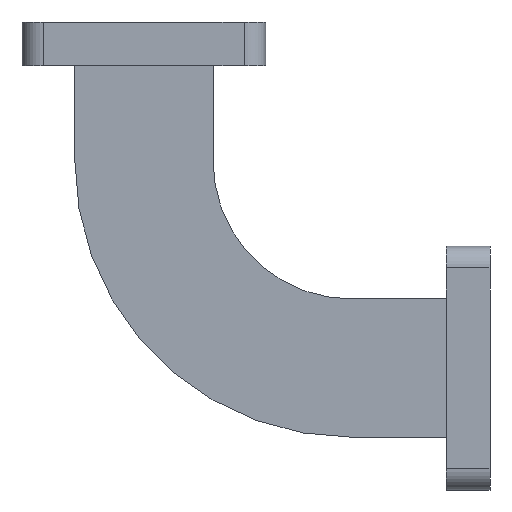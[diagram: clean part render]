
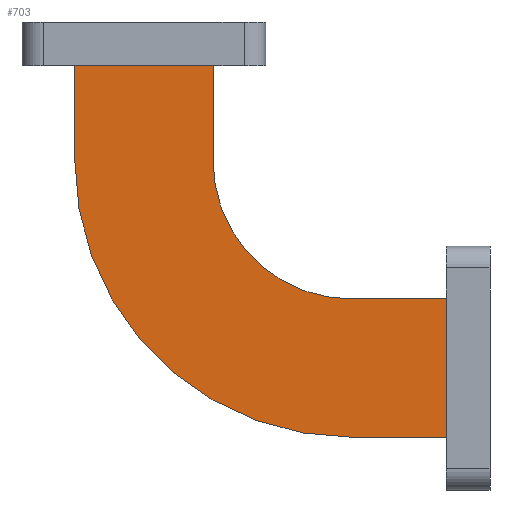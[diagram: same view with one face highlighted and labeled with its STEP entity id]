
A CAD part, left-side view. The second image highlights one B-rep face of the part: STEP entity #703.
In plain terms, the highlighted planar face has unit normal (-1, 0, 0).
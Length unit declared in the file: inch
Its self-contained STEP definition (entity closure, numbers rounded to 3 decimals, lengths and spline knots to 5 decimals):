
#18 = CARTESIAN_POINT ( 'NONE',  ( -0.125, -0.75, -0.50197 ) ) ;
#26 = LINE ( 'NONE', #29, #521 ) ;
#29 = CARTESIAN_POINT ( 'NONE',  ( -0.125, -0.75, -1.50197 ) ) ;
#35 = DIRECTION ( 'NONE',  ( 0., -1., 0. ) ) ;
#45 = EDGE_CURVE ( 'NONE', #117, #220, #976, .T. ) ;
#117 = VERTEX_POINT ( 'NONE', #332 ) ;
#134 = CARTESIAN_POINT ( 'NONE',  ( -0.125, -0.21, 0. ) ) ;
#192 = ORIENTED_EDGE ( 'NONE', *, *, #45, .T. ) ;
#204 = CIRCLE ( 'NONE', #1160, 0.5 ) ;
#220 = VERTEX_POINT ( 'NONE', #300 ) ;
#267 = CARTESIAN_POINT ( 'NONE',  ( -0.125, 0.25, -0.15748 ) ) ;
#300 = CARTESIAN_POINT ( 'NONE',  ( -0.125, -0.75, -1.50197 ) ) ;
#302 = EDGE_CURVE ( 'NONE', #220, #1026, #26, .T. ) ;
#329 = CARTESIAN_POINT ( 'NONE',  ( -0.125, -0.25, 0. ) ) ;
#332 = CARTESIAN_POINT ( 'NONE',  ( -0.125, 0.25, -0.50197 ) ) ;
#351 = DIRECTION ( 'NONE',  ( 0., 0., -1. ) ) ;
#358 = ORIENTED_EDGE ( 'NONE', *, *, #1166, .F. ) ;
#360 = CARTESIAN_POINT ( 'NONE',  ( -0.125, 0.25, 0. ) ) ;
#396 = LINE ( 'NONE', #1404, #842 ) ;
#405 = VERTEX_POINT ( 'NONE', #267 ) ;
#446 = CARTESIAN_POINT ( 'NONE',  ( -0.125, -0.25, -0.50197 ) ) ;
#455 = DIRECTION ( 'NONE',  ( 0., 0., -1. ) ) ;
#493 = EDGE_CURVE ( 'NONE', #1026, #940, #1132, .T. ) ;
#521 = VECTOR ( 'NONE', #573, 39.37008 ) ;
#540 = VERTEX_POINT ( 'NONE', #446 ) ;
#573 = DIRECTION ( 'NONE',  ( 0., -1., 0. ) ) ;
#584 = VERTEX_POINT ( 'NONE', #733 ) ;
#626 = ORIENTED_EDGE ( 'NONE', *, *, #692, .F. ) ;
#631 = EDGE_LOOP ( 'NONE', ( #917, #1391, #911, #192, #1151, #1403, #358, #626 ) ) ;
#692 = EDGE_CURVE ( 'NONE', #540, #584, #204, .T. ) ;
#703 = ADVANCED_FACE ( 'NONE', ( #1183 ), #1184, .F. ) ;
#720 = AXIS2_PLACEMENT_3D ( 'NONE', #18, #1277, #964 ) ;
#733 = CARTESIAN_POINT ( 'NONE',  ( -0.125, -0.75, -1.00197 ) ) ;
#756 = AXIS2_PLACEMENT_3D ( 'NONE', #134, #823, #984 ) ;
#759 = CARTESIAN_POINT ( 'NONE',  ( -0.125, 0., -0.15748 ) ) ;
#797 = EDGE_CURVE ( 'NONE', #1236, #540, #1276, .T. ) ;
#820 = CARTESIAN_POINT ( 'NONE',  ( -0.125, -1.09449, -1.50197 ) ) ;
#821 = CARTESIAN_POINT ( 'NONE',  ( -0.125, -0.25, -0.15748 ) ) ;
#823 = DIRECTION ( 'NONE',  ( 1., 0., 0. ) ) ;
#842 = VECTOR ( 'NONE', #35, 39.37008 ) ;
#845 = CARTESIAN_POINT ( 'NONE',  ( -0.125, -0.75, -0.50197 ) ) ;
#850 = DIRECTION ( 'NONE',  ( 0., 0., -1. ) ) ;
#854 = VECTOR ( 'NONE', #850, 39.37008 ) ;
#856 = DIRECTION ( 'NONE',  ( -1., 0., 0. ) ) ;
#873 = CARTESIAN_POINT ( 'NONE',  ( -0.125, -1.09449, 0. ) ) ;
#887 = DIRECTION ( 'NONE',  ( 0., 0., 1. ) ) ;
#911 = ORIENTED_EDGE ( 'NONE', *, *, #1090, .T. ) ;
#917 = ORIENTED_EDGE ( 'NONE', *, *, #797, .F. ) ;
#940 = VERTEX_POINT ( 'NONE', #996 ) ;
#964 = DIRECTION ( 'NONE',  ( 0., 0., -1. ) ) ;
#976 = CIRCLE ( 'NONE', #720, 1. ) ;
#984 = DIRECTION ( 'NONE',  ( 0., 1., 0. ) ) ;
#996 = CARTESIAN_POINT ( 'NONE',  ( -0.125, -1.09449, -1.00197 ) ) ;
#1026 = VERTEX_POINT ( 'NONE', #820 ) ;
#1090 = EDGE_CURVE ( 'NONE', #405, #117, #1337, .T. ) ;
#1132 = LINE ( 'NONE', #873, #1154 ) ;
#1151 = ORIENTED_EDGE ( 'NONE', *, *, #302, .T. ) ;
#1154 = VECTOR ( 'NONE', #887, 39.37008 ) ;
#1160 = AXIS2_PLACEMENT_3D ( 'NONE', #845, #856, #351 ) ;
#1166 = EDGE_CURVE ( 'NONE', #584, #940, #396, .T. ) ;
#1183 = FACE_OUTER_BOUND ( 'NONE', #631, .T. ) ;
#1184 = PLANE ( 'NONE',  #756 ) ;
#1221 = VECTOR ( 'NONE', #1310, 39.37008 ) ;
#1236 = VERTEX_POINT ( 'NONE', #821 ) ;
#1255 = VECTOR ( 'NONE', #455, 39.37008 ) ;
#1276 = LINE ( 'NONE', #329, #1255 ) ;
#1277 = DIRECTION ( 'NONE',  ( -1., 0., 0. ) ) ;
#1278 = LINE ( 'NONE', #759, #1221 ) ;
#1310 = DIRECTION ( 'NONE',  ( 0., 1., 0. ) ) ;
#1337 = LINE ( 'NONE', #360, #854 ) ;
#1357 = EDGE_CURVE ( 'NONE', #1236, #405, #1278, .T. ) ;
#1391 = ORIENTED_EDGE ( 'NONE', *, *, #1357, .T. ) ;
#1403 = ORIENTED_EDGE ( 'NONE', *, *, #493, .T. ) ;
#1404 = CARTESIAN_POINT ( 'NONE',  ( -0.125, -0.75, -1.00197 ) ) ;
